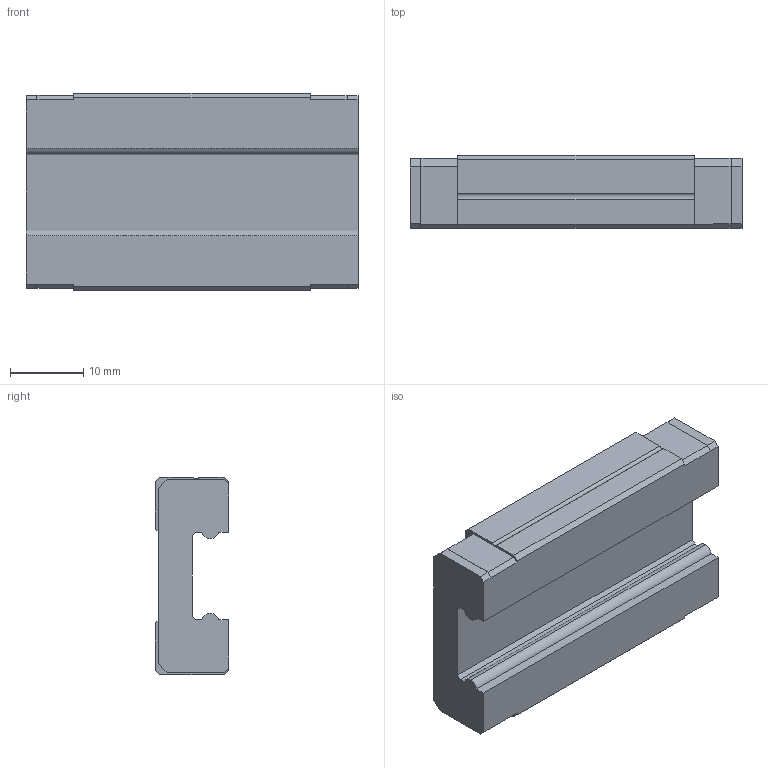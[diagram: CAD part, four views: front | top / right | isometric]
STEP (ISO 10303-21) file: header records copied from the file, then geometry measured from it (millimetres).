
FILE_DESCRIPTION (( 'STEP AP203' ), '1' );
FILE_NAME ('mgn12h.STEP', '2007-10-22T12:22:02', ( 'HIWIN GmbH' ), ( '77654 Offenburg' ), 'SwSTEP 2.0', 'SolidWorks 2006104', '' );
FILE_SCHEMA (( 'CONFIG_CONTROL_DESIGN' ));
Length unit declared in the file: millimetre
Products named in the file (1): mgn12h
Bounding box: 45.4 x 10 x 27 mm (x, y, z)
Volume: 9143.1 mm3; surface area: 4375 mm2
Topology: 1 solids, 1 shells, 78 faces, 209 edges, 130 vertices
Faces by surface type: plane 56, cylinder 14, cone 8
Entity records: 2420 total; most frequent: CARTESIAN_POINT 428, ORIENTED_EDGE 402, DIRECTION 381, EDGE_CURVE 201, VECTOR 167, LINE 167, VERTEX_POINT 130, AXIS2_PLACEMENT_3D 107
